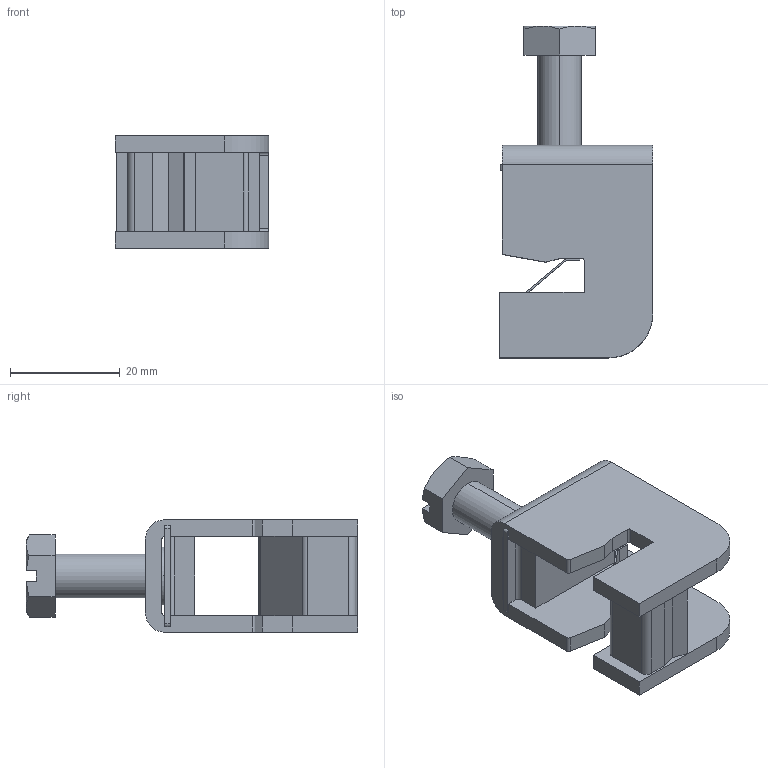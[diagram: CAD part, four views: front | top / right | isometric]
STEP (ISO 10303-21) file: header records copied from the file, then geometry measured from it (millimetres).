
FILE_DESCRIPTION((''),'2;1');
FILE_NAME('G_LAK5-70_G8510003_ASM','2021-04-16T',('marketing.praksa'),('Audax d.o.o.'),'CREO PARAMETRIC BY PTC INC, 2017480','CREO PARAMETRIC BY PTC INC, 2017480','');
FILE_SCHEMA(('AUTOMOTIVE_DESIGN { 1 0 10303 214 1 1 1 1 }'));
Products named in the file (3): PRT0119; PRT8788; G_LAK5-70_G8510003_ASM
Assembly tree (2 placements, depth 2):
  G_LAK5-70_G8510003_ASM
    PRT0119
    PRT8788
Bounding box: 28 x 60.6 x 20.5 mm (x, y, z)
Volume: 9452.7 mm3; surface area: 8696.1 mm2
Topology: 4 solids, 4 shells, 227 faces, 691 edges, 473 vertices
Faces by surface type: plane 135, cylinder 82, cone 6, torus 4
Entity records: 11872 total; most frequent: CARTESIAN_POINT 1513, ORIENTED_EDGE 1382, DIRECTION 1336, PRESENTATION_STYLE_ASSIGNMENT 922, STYLED_ITEM 922, CURVE_STYLE 691, EDGE_CURVE 691, VERTEX_POINT 473
